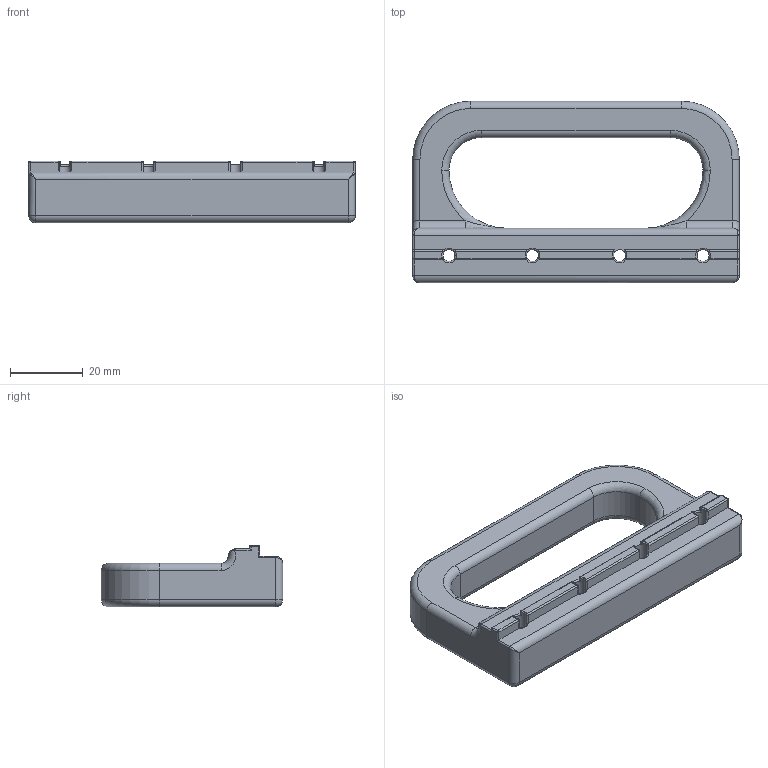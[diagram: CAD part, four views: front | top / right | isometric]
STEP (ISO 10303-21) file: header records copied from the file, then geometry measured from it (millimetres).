
FILE_DESCRIPTION(('HOOPS Exchange Step'),'2;1');
FILE_NAME('temp_export','2022-07-25T22:44:02+08:00',('mobile'),('Shapr3D Limited'),'HOOPS Exchange 2022.1','Shapr3D','Authorized');
FILE_SCHEMA( ('AP203_CONFIGURATION_CONTROLLED_3D_DESIGN_OF_MECHANICAL_PARTS_AND_ASSEMBLIES_MIM_LF') );
Length unit declared in the file: millimetre
Products named in the file (1): root
Bounding box: 90 x 50 x 17 mm (x, y, z)
Volume: 35846.2 mm3; surface area: 11728.4 mm2
Topology: 1 solids, 1 shells, 174 faces, 447 edges, 238 vertices
Faces by surface type: cylinder 74, torus 43, sphere 26, plane 25, bspline 6
Full cylindrical faces by diameter (mm): 3.3 x4, 6 x4
Entity records: 6356 total; most frequent: CARTESIAN_POINT 2199, DIRECTION 970, ORIENTED_EDGE 830, AXIS2_PLACEMENT_3D 415, EDGE_CURVE 415, VERTEX_POINT 238, CIRCLE 238, EDGE_LOOP 179
